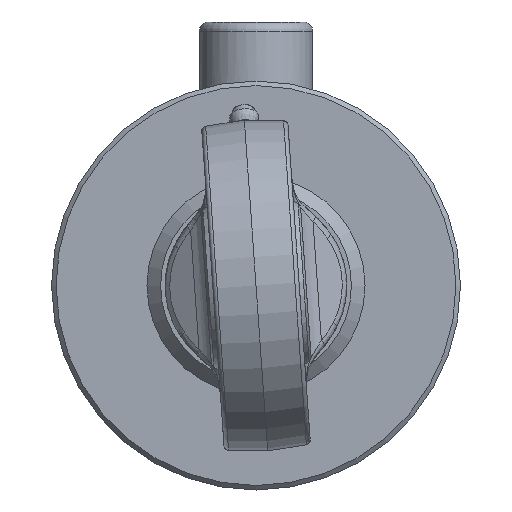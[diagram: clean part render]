
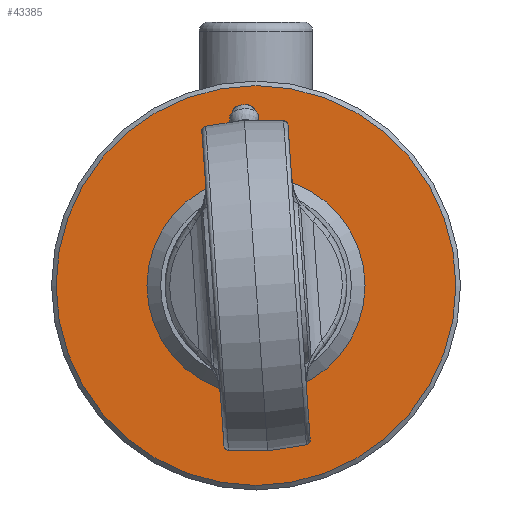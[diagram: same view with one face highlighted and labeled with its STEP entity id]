
A CAD part, front view. The second image highlights one B-rep face of the part: STEP entity #43385.
In plain terms, the highlighted planar face has unit normal (0, -1, 0).
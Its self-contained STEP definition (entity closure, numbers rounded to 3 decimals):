
#43351=CARTESIAN_POINT('',(0.,-266.0,44.));
#43352=VERTEX_POINT('',#43351);
#43353=CARTESIAN_POINT('',(0.0,-266.0,0.));
#43354=DIRECTION('',(0.0,1.0,0.0));
#43355=DIRECTION('',(0.0,0.0,-1.0));
#43356=AXIS2_PLACEMENT_3D('',#43353,#43354,#43355);
#43357=CIRCLE('',#43356,44.);
#43358=EDGE_CURVE('',#43352,#43352,#43357,.T.);
#43366=CARTESIAN_POINT('',(0.0,-266.0,34.5));
#43367=DIRECTION('',(0.0,-1.0,0.0));
#43368=DIRECTION('',(0.0,0.0,-1.0));
#43369=AXIS2_PLACEMENT_3D('',#43366,#43367,#43368);
#43370=PLANE('',#43369);
#43371=ORIENTED_EDGE('',*,*,#43358,.F.);
#43372=EDGE_LOOP('',(#43371));
#43373=FACE_OUTER_BOUND('',#43372,.T.);
#43374=CARTESIAN_POINT('',(0.0,-266.0,24.));
#43375=VERTEX_POINT('',#43374);
#43376=CARTESIAN_POINT('',(0.0,-266.0,0.));
#43377=DIRECTION('',(0.0,1.0,0.0));
#43378=DIRECTION('',(0.0,0.0,1.0));
#43379=AXIS2_PLACEMENT_3D('',#43376,#43377,#43378);
#43380=CIRCLE('',#43379,24.);
#43381=EDGE_CURVE('',#43375,#43375,#43380,.T.);
#43382=ORIENTED_EDGE('',*,*,#43381,.T.);
#43383=EDGE_LOOP('',(#43382));
#43384=FACE_BOUND('',#43383,.T.);
#43385=ADVANCED_FACE('',(#43373,#43384),#43370,.T.);
